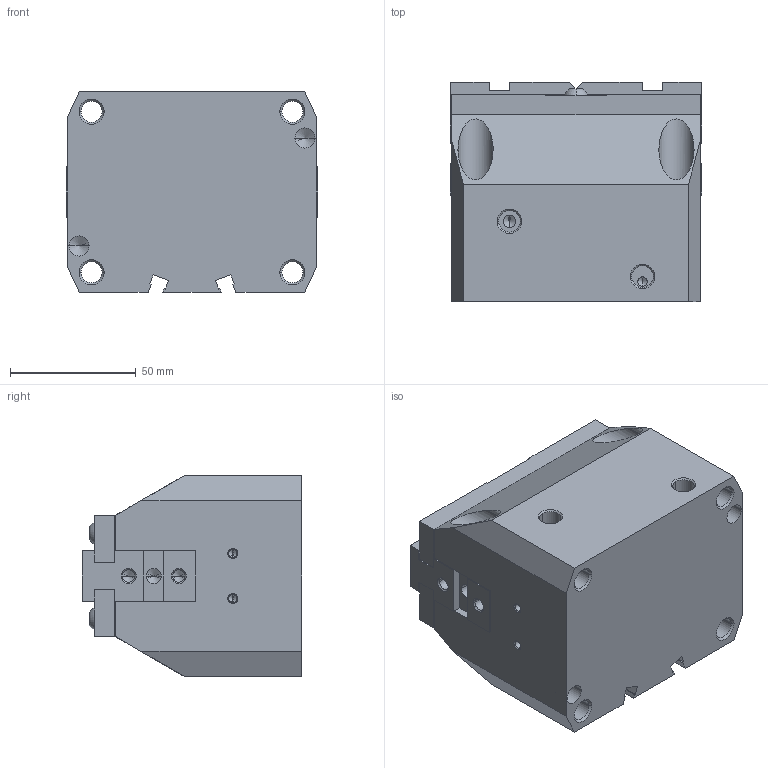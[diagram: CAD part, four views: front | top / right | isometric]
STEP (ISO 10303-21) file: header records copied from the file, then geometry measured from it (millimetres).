
FILE_DESCRIPTION( ( '' ), '1' );
FILE_NAME( 'ope100_oe779ple_0_2_14a.stp', '2010-10-25T13:14:26', ( '' ), ( '' ), ' ', ' ', ' ' );
FILE_SCHEMA( ( 'automotive_design' ) );
Length unit declared in the file: millimetre
Products named in the file (3): 1; 2; 3
Bounding box: 100 x 87.5 x 80 mm (x, y, z)
Volume: 553534.2 mm3; surface area: 81424.4 mm2
Topology: 3 solids, 3 shells, 300 faces, 766 edges, 456 vertices
Faces by surface type: plane 140, cone 88, cylinder 68, torus 4
Entity records: 16970 total; most frequent: DIRECTION 1516, STYLED_ITEM 1477, PRESENTATION_STYLE_ASSIGNMENT 1477, CARTESIAN_POINT 1477, COLOUR_RGB 1477, ORIENTED_EDGE 1436, EDGE_CURVE 718, CURVE_STYLE 718
